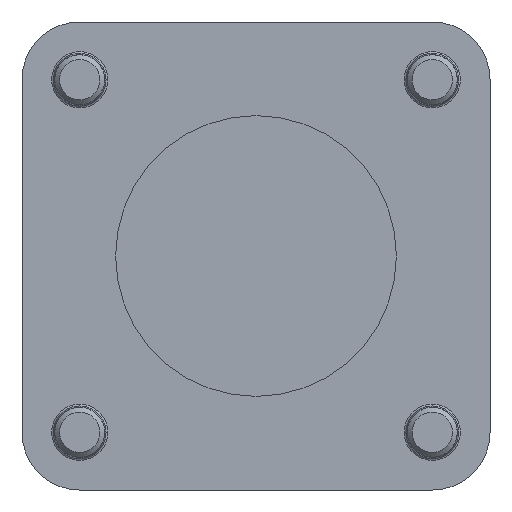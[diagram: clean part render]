
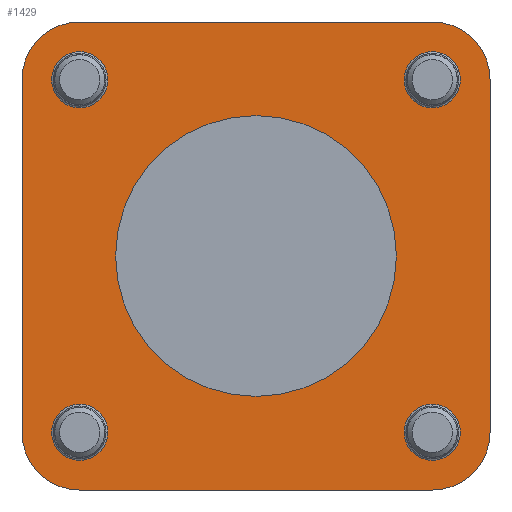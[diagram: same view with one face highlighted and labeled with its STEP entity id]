
A CAD part, left-side view. The second image highlights one B-rep face of the part: STEP entity #1429.
In plain terms, the highlighted planar face has unit normal (-1, 0, 0).
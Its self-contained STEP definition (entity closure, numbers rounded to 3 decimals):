
#214=PLANE('',#1532);
#281=VECTOR('',#1722,1.);
#287=VECTOR('',#1729,1.);
#293=VECTOR('',#1742,1.);
#302=VECTOR('',#1782,1.);
#389=LINE('',#2096,#281);
#395=LINE('',#2107,#287);
#401=LINE('',#2121,#293);
#410=LINE('',#2166,#302);
#483=VERTEX_POINT('',#2026);
#484=VERTEX_POINT('',#2028);
#503=VERTEX_POINT('',#2078);
#504=VERTEX_POINT('',#2080);
#507=VERTEX_POINT('',#2087);
#508=VERTEX_POINT('',#2089);
#515=VERTEX_POINT('',#2108);
#518=VERTEX_POINT('',#2117);
#519=VERTEX_POINT('',#2122);
#522=VERTEX_POINT('',#2131);
#524=VERTEX_POINT('',#2136);
#526=VERTEX_POINT('',#2140);
#528=VERTEX_POINT('',#2144);
#530=VERTEX_POINT('',#2148);
#532=VERTEX_POINT('',#2152);
#534=VERTEX_POINT('',#2156);
#536=VERTEX_POINT('',#2160);
#538=VERTEX_POINT('',#2164);
#595=CIRCLE('',#1487,22.5);
#605=CIRCLE('',#1507,9.25);
#607=CIRCLE('',#1510,9.25);
#609=CIRCLE('',#1515,9.25);
#611=CIRCLE('',#1519,9.25);
#613=CIRCLE('',#1522,4.5);
#615=CIRCLE('',#1525,4.5);
#617=CIRCLE('',#1528,4.5);
#619=CIRCLE('',#1531,4.5);
#681=EDGE_CURVE('',#484,#483,#595,.T.);
#682=EDGE_CURVE('',#483,#484,#595,.T.);
#708=EDGE_CURVE('',#503,#504,#605,.T.);
#712=EDGE_CURVE('',#507,#508,#607,.T.);
#716=EDGE_CURVE('',#504,#507,#389,.T.);
#722=EDGE_CURVE('',#508,#515,#395,.T.);
#727=EDGE_CURVE('',#515,#518,#609,.T.);
#730=EDGE_CURVE('',#518,#519,#401,.T.);
#735=EDGE_CURVE('',#519,#522,#611,.T.);
#740=EDGE_CURVE('',#526,#524,#613,.T.);
#741=EDGE_CURVE('',#524,#526,#613,.T.);
#745=EDGE_CURVE('',#530,#528,#615,.T.);
#746=EDGE_CURVE('',#528,#530,#615,.T.);
#750=EDGE_CURVE('',#534,#532,#617,.T.);
#751=EDGE_CURVE('',#532,#534,#617,.T.);
#755=EDGE_CURVE('',#538,#536,#619,.T.);
#756=EDGE_CURVE('',#536,#538,#619,.T.);
#757=EDGE_CURVE('',#522,#503,#410,.T.);
#987=ORIENTED_EDGE('',*,*,#681,.T.);
#988=ORIENTED_EDGE('',*,*,#682,.T.);
#989=ORIENTED_EDGE('',*,*,#755,.T.);
#990=ORIENTED_EDGE('',*,*,#756,.T.);
#991=ORIENTED_EDGE('',*,*,#750,.T.);
#992=ORIENTED_EDGE('',*,*,#751,.T.);
#993=ORIENTED_EDGE('',*,*,#745,.T.);
#994=ORIENTED_EDGE('',*,*,#746,.T.);
#995=ORIENTED_EDGE('',*,*,#740,.T.);
#996=ORIENTED_EDGE('',*,*,#741,.T.);
#997=ORIENTED_EDGE('',*,*,#757,.F.);
#998=ORIENTED_EDGE('',*,*,#735,.F.);
#999=ORIENTED_EDGE('',*,*,#730,.F.);
#1000=ORIENTED_EDGE('',*,*,#727,.F.);
#1001=ORIENTED_EDGE('',*,*,#722,.F.);
#1002=ORIENTED_EDGE('',*,*,#712,.F.);
#1003=ORIENTED_EDGE('',*,*,#716,.F.);
#1004=ORIENTED_EDGE('',*,*,#708,.F.);
#1257=EDGE_LOOP('',(#987,#988));
#1258=EDGE_LOOP('',(#989,#990));
#1259=EDGE_LOOP('',(#991,#992));
#1260=EDGE_LOOP('',(#993,#994));
#1261=EDGE_LOOP('',(#995,#996));
#1262=EDGE_LOOP('',(#997,#998,#999,#1000,#1001,#1002,#1003,#1004));
#1345=FACE_BOUND('',#1257,.T.);
#1346=FACE_BOUND('',#1258,.T.);
#1347=FACE_BOUND('',#1259,.T.);
#1348=FACE_BOUND('',#1260,.T.);
#1349=FACE_BOUND('',#1261,.T.);
#1350=FACE_BOUND('',#1262,.T.);
#1429=ADVANCED_FACE('',(#1345,#1346,#1347,#1348,#1349,#1350),#214,.F.);
#1487=AXIS2_PLACEMENT_3D('',#2027,#1664,#1665);
#1507=AXIS2_PLACEMENT_3D('',#2079,#1708,#1709);
#1510=AXIS2_PLACEMENT_3D('',#2088,#1716,#1717);
#1515=AXIS2_PLACEMENT_3D('',#2116,#1737,#1738);
#1519=AXIS2_PLACEMENT_3D('',#2130,#1750,#1751);
#1522=AXIS2_PLACEMENT_3D('',#2139,#1758,#1759);
#1525=AXIS2_PLACEMENT_3D('',#2147,#1765,#1766);
#1528=AXIS2_PLACEMENT_3D('',#2155,#1772,#1773);
#1531=AXIS2_PLACEMENT_3D('',#2163,#1779,#1780);
#1532=AXIS2_PLACEMENT_3D('',#2165,#1781,$);
#1664=DIRECTION('',(1.,0.,0.));
#1665=DIRECTION('',(0.,0.,-22.5));
#1708=DIRECTION('',(1.,0.,0.));
#1709=DIRECTION('',(0.,0.,-9.25));
#1716=DIRECTION('',(1.,0.,0.));
#1717=DIRECTION('',(0.,0.,-9.25));
#1722=DIRECTION('',(0.,0.,-1.));
#1729=DIRECTION('',(0.,1.,0.));
#1737=DIRECTION('',(1.,0.,0.));
#1738=DIRECTION('',(0.,0.,-9.25));
#1742=DIRECTION('',(0.,0.,1.));
#1750=DIRECTION('',(1.,0.,0.));
#1751=DIRECTION('',(0.,0.,-9.25));
#1758=DIRECTION('',(1.,0.,0.));
#1759=DIRECTION('',(0.,0.,-4.5));
#1765=DIRECTION('',(1.,0.,0.));
#1766=DIRECTION('',(0.,0.,-4.5));
#1772=DIRECTION('',(1.,0.,0.));
#1773=DIRECTION('',(0.,0.,-4.5));
#1779=DIRECTION('',(1.,0.,0.));
#1780=DIRECTION('',(0.,0.,-4.5));
#1781=DIRECTION('',(1.,0.,0.));
#1782=DIRECTION('',(0.,-1.,0.));
#2026=CARTESIAN_POINT('',(0.,0.,22.5));
#2027=CARTESIAN_POINT('',(0.,0.,0.));
#2028=CARTESIAN_POINT('',(0.,0.,-22.5));
#2078=CARTESIAN_POINT('',(0.,-28.25,37.5));
#2079=CARTESIAN_POINT('',(0.,-28.25,28.25));
#2080=CARTESIAN_POINT('',(0.,-37.5,28.25));
#2087=CARTESIAN_POINT('',(0.,-37.5,-28.25));
#2088=CARTESIAN_POINT('',(0.,-28.25,-28.25));
#2089=CARTESIAN_POINT('',(0.,-28.25,-37.5));
#2096=CARTESIAN_POINT('',(0.,-37.5,28.25));
#2107=CARTESIAN_POINT('',(0.,-28.25,-37.5));
#2108=CARTESIAN_POINT('',(0.,28.25,-37.5));
#2116=CARTESIAN_POINT('',(0.,28.25,-28.25));
#2117=CARTESIAN_POINT('',(0.,37.5,-28.25));
#2121=CARTESIAN_POINT('',(0.,37.5,-28.25));
#2122=CARTESIAN_POINT('',(0.,37.5,28.25));
#2130=CARTESIAN_POINT('',(0.,28.25,28.25));
#2131=CARTESIAN_POINT('',(0.,28.25,37.5));
#2136=CARTESIAN_POINT('',(0.,28.25,-23.75));
#2139=CARTESIAN_POINT('',(0.,28.25,-28.25));
#2140=CARTESIAN_POINT('',(0.,28.25,-32.75));
#2144=CARTESIAN_POINT('',(0.,-28.25,-23.75));
#2147=CARTESIAN_POINT('',(0.,-28.25,-28.25));
#2148=CARTESIAN_POINT('',(0.,-28.25,-32.75));
#2152=CARTESIAN_POINT('',(0.,28.25,32.75));
#2155=CARTESIAN_POINT('',(0.,28.25,28.25));
#2156=CARTESIAN_POINT('',(0.,28.25,23.75));
#2160=CARTESIAN_POINT('',(0.,-28.25,32.75));
#2163=CARTESIAN_POINT('',(0.,-28.25,28.25));
#2164=CARTESIAN_POINT('',(0.,-28.25,23.75));
#2165=CARTESIAN_POINT('',(0.,-28.25,28.25));
#2166=CARTESIAN_POINT('',(0.,28.25,37.5));
